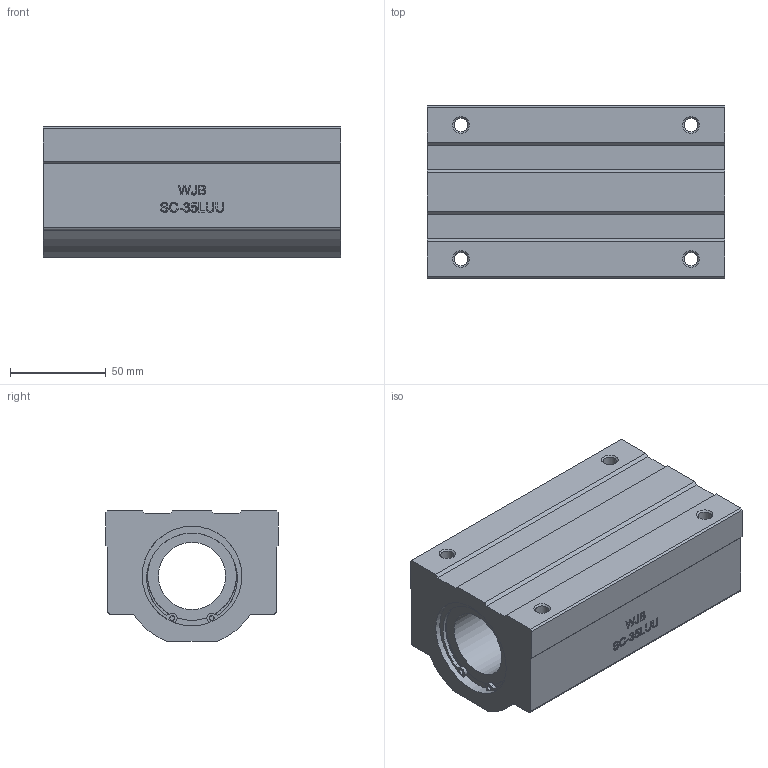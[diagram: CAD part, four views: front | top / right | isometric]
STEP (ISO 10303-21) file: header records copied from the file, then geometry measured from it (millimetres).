
FILE_DESCRIPTION(/* description */ (''),/* implementation_level */ '2;1');
FILE_NAME(/* name */ 'WJB-SC35LUU.stp',/* time_stamp */ '2018-11-27T23:37:27+08:00',/* author */ (''),/* organization */ (''),/* preprocessor_version */ 'ST-DEVELOPER v11',/* originating_system */ 'SIEMENS UGS NX 6.0',/* authorisation */ '');
FILE_SCHEMA (('CONFIG_CONTROL_DESIGN'));
Length unit declared in the file: millimetre
Products named in the file (1): WJB-SC35LUU
Bounding box: 155 x 90 x 68 mm (x, y, z)
Volume: 671499.4 mm3; surface area: 79520.6 mm2
Topology: 3 solids, 3 shells, 267 faces, 691 edges, 454 vertices
Faces by surface type: plane 162, extrusion 70, cylinder 31, cone 4
Full cylindrical faces by diameter (mm): 2.5 x4, 7 x4, 35 x1, 46.4 x2, 49 x2, 52 x4
Entity records: 10088 total; most frequent: CARTESIAN_POINT 3948, ORIENTED_EDGE 1316, DIRECTION 1000, EDGE_CURVE 658, VERTEX_POINT 442, VECTOR 400, EDGE_LOOP 334, LINE 330
